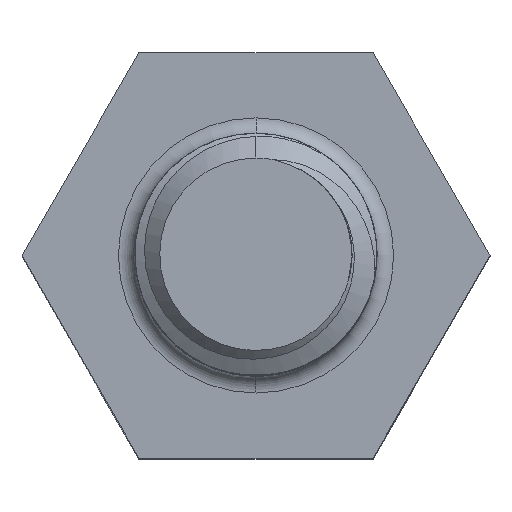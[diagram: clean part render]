
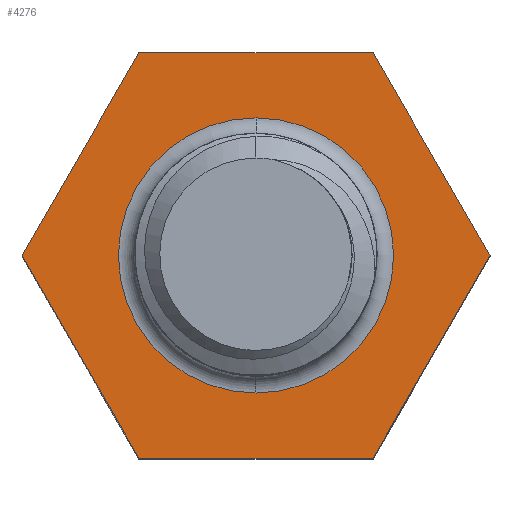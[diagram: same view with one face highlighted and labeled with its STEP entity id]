
A CAD part, top view. The second image highlights one B-rep face of the part: STEP entity #4276.
In plain terms, the highlighted planar face has unit normal (0, 0, 1).
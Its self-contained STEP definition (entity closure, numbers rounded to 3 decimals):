
#59=DIRECTION('',(-0.5,-0.866,0.));
#60=VECTOR('',#59,2.829);
#61=CARTESIAN_POINT('',(-1.415,2.45,8.));
#62=LINE('',#61,#60);
#63=DIRECTION('',(-1.,0.,0.));
#64=VECTOR('',#63,2.829);
#65=CARTESIAN_POINT('',(1.415,2.45,8.));
#66=LINE('',#65,#64);
#67=DIRECTION('',(-0.5,0.866,0.));
#68=VECTOR('',#67,2.829);
#69=CARTESIAN_POINT('',(2.829,0.,8.));
#70=LINE('',#69,#68);
#71=DIRECTION('',(0.5,0.866,0.));
#72=VECTOR('',#71,2.829);
#73=CARTESIAN_POINT('',(1.415,-2.45,8.));
#74=LINE('',#73,#72);
#75=DIRECTION('',(1.,0.,0.));
#76=VECTOR('',#75,2.829);
#77=CARTESIAN_POINT('',(-1.415,-2.45,8.));
#78=LINE('',#77,#76);
#79=DIRECTION('',(0.5,-0.866,0.));
#80=VECTOR('',#79,2.829);
#81=CARTESIAN_POINT('',(-2.829,0.,8.));
#82=LINE('',#81,#80);
#83=CARTESIAN_POINT('',(0.,0.,8.));
#84=DIRECTION('',(0.,0.,1.));
#85=DIRECTION('',(0.,1.,0.));
#86=AXIS2_PLACEMENT_3D('',#83,#84,#85);
#88=CARTESIAN_POINT('',(0.,0.,8.));
#89=DIRECTION('',(0.,0.,1.));
#90=DIRECTION('',(0.,-1.,0.));
#91=AXIS2_PLACEMENT_3D('',#88,#89,#90);
#3936=CARTESIAN_POINT('',(-1.415,2.45,8.));
#3937=CARTESIAN_POINT('',(-2.829,0.,8.));
#3938=VERTEX_POINT('',#3936);
#3939=VERTEX_POINT('',#3937);
#3940=CARTESIAN_POINT('',(-1.415,-2.45,8.));
#3941=VERTEX_POINT('',#3940);
#3942=CARTESIAN_POINT('',(1.415,-2.45,8.));
#3943=VERTEX_POINT('',#3942);
#3944=CARTESIAN_POINT('',(2.829,0.,8.));
#3945=VERTEX_POINT('',#3944);
#3946=CARTESIAN_POINT('',(1.415,2.45,8.));
#3947=VERTEX_POINT('',#3946);
#4139=CARTESIAN_POINT('',(0.,1.663,8.));
#4140=CARTESIAN_POINT('',(0.,-1.663,8.));
#4141=VERTEX_POINT('',#4139);
#4142=VERTEX_POINT('',#4140);
#4257=CARTESIAN_POINT('',(0.,0.,8.));
#4258=DIRECTION('',(0.,0.,1.));
#4259=DIRECTION('',(1.,0.,0.));
#4260=AXIS2_PLACEMENT_3D('',#4257,#4258,#4259);
#4261=PLANE('',#4260);
#4262=ORIENTED_EDGE('',*,*,#4181,.F.);
#4263=ORIENTED_EDGE('',*,*,#4196,.F.);
#4264=ORIENTED_EDGE('',*,*,#4210,.F.);
#4265=ORIENTED_EDGE('',*,*,#4224,.F.);
#4266=ORIENTED_EDGE('',*,*,#4238,.F.);
#4267=ORIENTED_EDGE('',*,*,#4251,.F.);
#4268=EDGE_LOOP('',(#4262,#4263,#4264,#4265,#4266,#4267));
#4269=FACE_OUTER_BOUND('',#4268,.F.);
#4271=ORIENTED_EDGE('',*,*,#4270,.T.);
#4273=ORIENTED_EDGE('',*,*,#4272,.T.);
#4274=EDGE_LOOP('',(#4271,#4273));
#4275=FACE_BOUND('',#4274,.F.);
#4276=ADVANCED_FACE('',(#4269,#4275),#4261,.T.);
#87=CIRCLE('',#86,1.663);
#92=CIRCLE('',#91,1.663);
#4181=EDGE_CURVE('',#3938,#3939,#62,.T.);
#4196=EDGE_CURVE('',#3947,#3938,#66,.T.);
#4210=EDGE_CURVE('',#3945,#3947,#70,.T.);
#4224=EDGE_CURVE('',#3943,#3945,#74,.T.);
#4238=EDGE_CURVE('',#3941,#3943,#78,.T.);
#4251=EDGE_CURVE('',#3939,#3941,#82,.T.);
#4270=EDGE_CURVE('',#4141,#4142,#87,.T.);
#4272=EDGE_CURVE('',#4142,#4141,#92,.T.);
